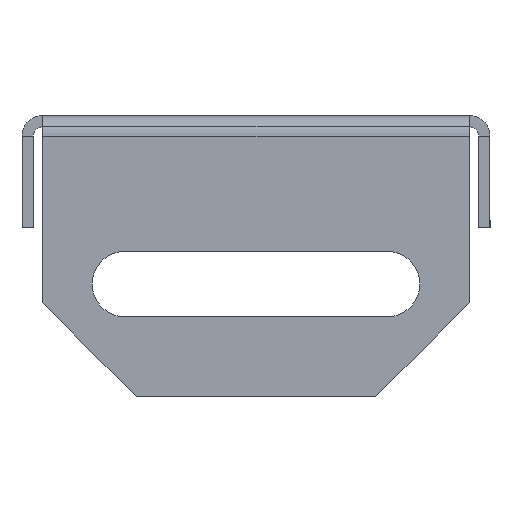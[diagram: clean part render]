
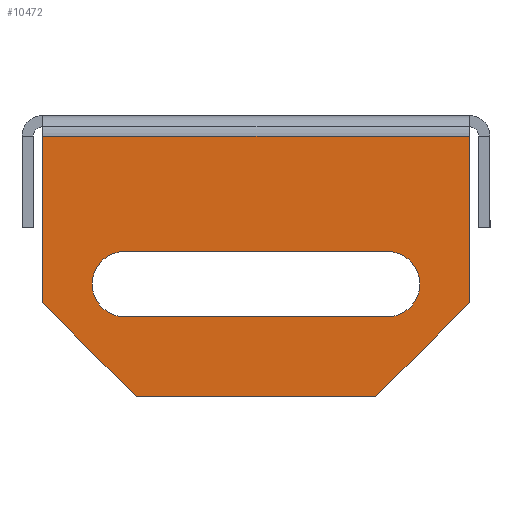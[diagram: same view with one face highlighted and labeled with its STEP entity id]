
A CAD part, left-side view. The second image highlights one B-rep face of the part: STEP entity #10472.
In plain terms, the highlighted planar face has unit normal (-1, 0, 0).
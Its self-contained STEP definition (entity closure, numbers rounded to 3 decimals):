
#151 = ORIENTED_EDGE ( 'NONE', *, *, #1306, .F. ) ;
#183 = VECTOR ( 'NONE', #10577, 1000. ) ;
#557 = ORIENTED_EDGE ( 'NONE', *, *, #3352, .F. ) ;
#845 = AXIS2_PLACEMENT_3D ( 'NONE', #3479, #3703, #2530 ) ;
#970 = VECTOR ( 'NONE', #15442, 1000. ) ;
#1058 = AXIS2_PLACEMENT_3D ( 'NONE', #7149, #12037, #9443 ) ;
#1101 = LINE ( 'NONE', #14486, #183 ) ;
#1211 = ORIENTED_EDGE ( 'NONE', *, *, #13387, .T. ) ;
#1306 = EDGE_CURVE ( 'NONE', #12560, #3013, #10678, .T. ) ;
#1495 = VERTEX_POINT ( 'NONE', #7730 ) ;
#1838 = LINE ( 'NONE', #11214, #9209 ) ;
#2366 = CARTESIAN_POINT ( 'NONE',  ( -359., -22.8, 0. ) ) ;
#2405 = DIRECTION ( 'NONE',  ( 0., -1., 0. ) ) ;
#2530 = DIRECTION ( 'NONE',  ( 0., 0., 1. ) ) ;
#2666 = DIRECTION ( 'NONE',  ( 0., -1., 0. ) ) ;
#2724 = VERTEX_POINT ( 'NONE', #8926 ) ;
#3013 = VERTEX_POINT ( 'NONE', #7249 ) ;
#3352 = EDGE_CURVE ( 'NONE', #8820, #10331, #10380, .T. ) ;
#3479 = CARTESIAN_POINT ( 'NONE',  ( -359., 14., -18. ) ) ;
#3699 = ORIENTED_EDGE ( 'NONE', *, *, #3764, .F. ) ;
#3703 = DIRECTION ( 'NONE',  ( -1., 0., 0. ) ) ;
#3764 = EDGE_CURVE ( 'NONE', #3013, #8820, #11386, .T. ) ;
#3906 = CARTESIAN_POINT ( 'NONE',  ( -359., -22.8, -2.2 ) ) ;
#3983 = CARTESIAN_POINT ( 'NONE',  ( -359., -22.8, -20. ) ) ;
#4017 = CARTESIAN_POINT ( 'NONE',  ( -359., -22.8, -2.2 ) ) ;
#4065 = DIRECTION ( 'NONE',  ( 0., -0.707, 0.707 ) ) ;
#4157 = CARTESIAN_POINT ( 'NONE',  ( -359., 14., -14.5 ) ) ;
#4419 = ORIENTED_EDGE ( 'NONE', *, *, #11690, .T. ) ;
#4817 = DIRECTION ( 'NONE',  ( 0., 0., 1. ) ) ;
#5118 = VECTOR ( 'NONE', #2666, 1000. ) ;
#5218 = VERTEX_POINT ( 'NONE', #10966 ) ;
#5236 = CARTESIAN_POINT ( 'NONE',  ( -359., -14., -21.5 ) ) ;
#5396 = CARTESIAN_POINT ( 'NONE',  ( -359., 14., -21.5 ) ) ;
#5495 = CARTESIAN_POINT ( 'NONE',  ( -359., -12.8, -30. ) ) ;
#5528 = FACE_OUTER_BOUND ( 'NONE', #13370, .T. ) ;
#5670 = EDGE_CURVE ( 'NONE', #2724, #11106, #13311, .T. ) ;
#5758 = PLANE ( 'NONE',  #10480 ) ;
#6286 = VECTOR ( 'NONE', #4065, 1000. ) ;
#6410 = ORIENTED_EDGE ( 'NONE', *, *, #7824, .T. ) ;
#6785 = DIRECTION ( 'NONE',  ( 1., 0., 0. ) ) ;
#6911 = CARTESIAN_POINT ( 'NONE',  ( -359., 0., -30. ) ) ;
#7149 = CARTESIAN_POINT ( 'NONE',  ( -359., -14., -18. ) ) ;
#7249 = CARTESIAN_POINT ( 'NONE',  ( -359., 14., -21.5 ) ) ;
#7391 = VERTEX_POINT ( 'NONE', #5495 ) ;
#7641 = ORIENTED_EDGE ( 'NONE', *, *, #13969, .T. ) ;
#7673 = DIRECTION ( 'NONE',  ( 0., -0.707, -0.707 ) ) ;
#7730 = CARTESIAN_POINT ( 'NONE',  ( -359., -22.8, -20. ) ) ;
#7747 = ORIENTED_EDGE ( 'NONE', *, *, #7764, .T. ) ;
#7764 = EDGE_CURVE ( 'NONE', #2724, #8962, #1101, .T. ) ;
#7824 = EDGE_CURVE ( 'NONE', #1495, #11106, #13239, .T. ) ;
#8801 = LINE ( 'NONE', #3983, #6286 ) ;
#8820 = VERTEX_POINT ( 'NONE', #5236 ) ;
#8926 = CARTESIAN_POINT ( 'NONE',  ( -359., 22.8, -2.2 ) ) ;
#8946 = DIRECTION ( 'NONE',  ( 0., -1., 0. ) ) ;
#8962 = VERTEX_POINT ( 'NONE', #9327 ) ;
#9209 = VECTOR ( 'NONE', #7673, 1000. ) ;
#9327 = CARTESIAN_POINT ( 'NONE',  ( -359., 22.8, -20. ) ) ;
#9443 = DIRECTION ( 'NONE',  ( 0., 0., 1. ) ) ;
#9488 = VECTOR ( 'NONE', #2405, 1000. ) ;
#9616 = ORIENTED_EDGE ( 'NONE', *, *, #5670, .F. ) ;
#10331 = VERTEX_POINT ( 'NONE', #14898 ) ;
#10380 = CIRCLE ( 'NONE', #1058, 3.5 ) ;
#10472 = ADVANCED_FACE ( 'NONE', ( #11514, #5528 ), #5758, .F. ) ;
#10480 = AXIS2_PLACEMENT_3D ( 'NONE', #13005, #6785, #11594 ) ;
#10577 = DIRECTION ( 'NONE',  ( 0., 0., -1. ) ) ;
#10592 = EDGE_CURVE ( 'NONE', #10331, #12560, #14560, .T. ) ;
#10621 = LINE ( 'NONE', #6911, #9488 ) ;
#10642 = CARTESIAN_POINT ( 'NONE',  ( -359., 14., -14.5 ) ) ;
#10678 = CIRCLE ( 'NONE', #845, 3.5 ) ;
#10773 = VECTOR ( 'NONE', #4817, 1000. ) ;
#10966 = CARTESIAN_POINT ( 'NONE',  ( -359., 12.8, -30. ) ) ;
#11106 = VERTEX_POINT ( 'NONE', #3906 ) ;
#11214 = CARTESIAN_POINT ( 'NONE',  ( -359., 12.8, -30. ) ) ;
#11386 = LINE ( 'NONE', #5396, #11902 ) ;
#11514 = FACE_BOUND ( 'NONE', #12211, .T. ) ;
#11594 = DIRECTION ( 'NONE',  ( 0., 0., -1. ) ) ;
#11690 = EDGE_CURVE ( 'NONE', #7391, #1495, #8801, .T. ) ;
#11902 = VECTOR ( 'NONE', #8946, 1000. ) ;
#12037 = DIRECTION ( 'NONE',  ( -1., 0., 0. ) ) ;
#12211 = EDGE_LOOP ( 'NONE', ( #3699, #151, #15456, #557 ) ) ;
#12560 = VERTEX_POINT ( 'NONE', #4157 ) ;
#13005 = CARTESIAN_POINT ( 'NONE',  ( -359., 0., 0. ) ) ;
#13239 = LINE ( 'NONE', #2366, #10773 ) ;
#13311 = LINE ( 'NONE', #4017, #5118 ) ;
#13370 = EDGE_LOOP ( 'NONE', ( #7641, #4419, #6410, #9616, #7747, #1211 ) ) ;
#13387 = EDGE_CURVE ( 'NONE', #8962, #5218, #1838, .T. ) ;
#13969 = EDGE_CURVE ( 'NONE', #5218, #7391, #10621, .T. ) ;
#14486 = CARTESIAN_POINT ( 'NONE',  ( -359., 22.8, 0. ) ) ;
#14560 = LINE ( 'NONE', #10642, #970 ) ;
#14898 = CARTESIAN_POINT ( 'NONE',  ( -359., -14., -14.5 ) ) ;
#15442 = DIRECTION ( 'NONE',  ( 0., 1., 0. ) ) ;
#15456 = ORIENTED_EDGE ( 'NONE', *, *, #10592, .F. ) ;
